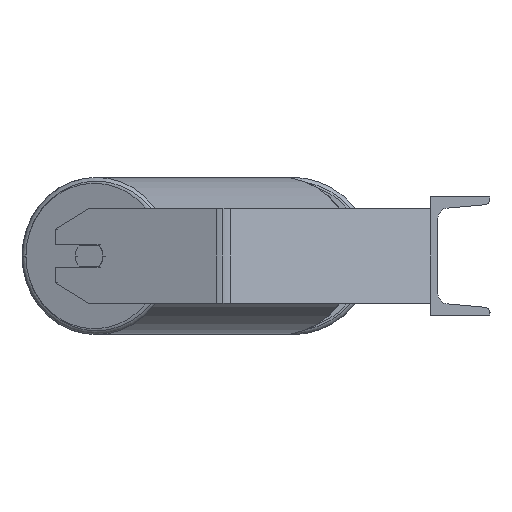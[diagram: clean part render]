
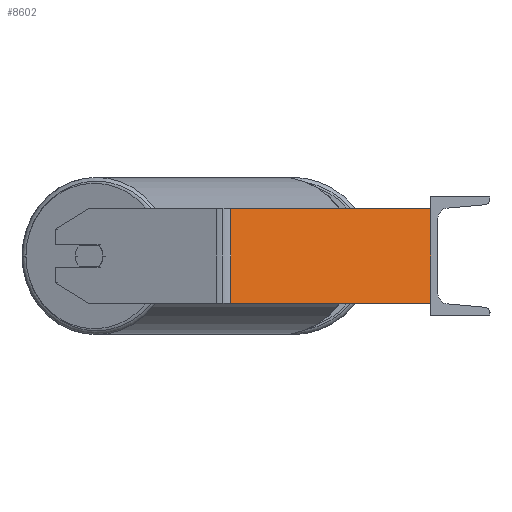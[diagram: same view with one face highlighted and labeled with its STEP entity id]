
A CAD part, left-side view. The second image highlights one B-rep face of the part: STEP entity #8602.
In plain terms, the highlighted planar face has unit normal (-0.906, -0.423, 0).
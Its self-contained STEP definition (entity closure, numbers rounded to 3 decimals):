
#277 = DIRECTION ( 'NONE',  ( 0.906, 0.423, 0. ) ) ;
#581 = DIRECTION ( 'NONE',  ( 0.423, -0.906, 0. ) ) ;
#634 = EDGE_LOOP ( 'NONE', ( #4314, #1021, #8590, #6212 ) ) ;
#898 = DIRECTION ( 'NONE',  ( 0., 0., -1. ) ) ;
#950 = FACE_OUTER_BOUND ( 'NONE', #634, .T. ) ;
#993 = DIRECTION ( 'NONE',  ( 0., 0., -1. ) ) ;
#1021 = ORIENTED_EDGE ( 'NONE', *, *, #6070, .F. ) ;
#1920 = CARTESIAN_POINT ( 'NONE',  ( -685., 0., -40. ) ) ;
#2142 = VECTOR ( 'NONE', #9136, 1000. ) ;
#2285 = VECTOR ( 'NONE', #581, 1000. ) ;
#2456 = CARTESIAN_POINT ( 'NONE',  ( -685., 0., 40. ) ) ;
#2910 = LINE ( 'NONE', #5012, #2142 ) ;
#3066 = DIRECTION ( 'NONE',  ( -0.423, 0.906, 0. ) ) ;
#3673 = EDGE_CURVE ( 'NONE', #6209, #5533, #7578, .T. ) ;
#3769 = PLANE ( 'NONE',  #8507 ) ;
#4314 = ORIENTED_EDGE ( 'NONE', *, *, #7625, .T. ) ;
#4334 = CARTESIAN_POINT ( 'NONE',  ( -685., 0., 40. ) ) ;
#4615 = VECTOR ( 'NONE', #993, 1000. ) ;
#4648 = LINE ( 'NONE', #2456, #4615 ) ;
#5012 = CARTESIAN_POINT ( 'NONE',  ( -766.72, 175.248, -40. ) ) ;
#5394 = VECTOR ( 'NONE', #898, 1000. ) ;
#5533 = VERTEX_POINT ( 'NONE', #4334 ) ;
#5957 = CARTESIAN_POINT ( 'NONE',  ( -763.919, 169.242, 40. ) ) ;
#6070 = EDGE_CURVE ( 'NONE', #5533, #8346, #4648, .T. ) ;
#6209 = VERTEX_POINT ( 'NONE', #5957 ) ;
#6212 = ORIENTED_EDGE ( 'NONE', *, *, #7407, .T. ) ;
#6881 = CARTESIAN_POINT ( 'NONE',  ( -766.72, 175.248, 40. ) ) ;
#7219 = LINE ( 'NONE', #7970, #5394 ) ;
#7407 = EDGE_CURVE ( 'NONE', #6209, #7495, #7219, .T. ) ;
#7495 = VERTEX_POINT ( 'NONE', #8294 ) ;
#7578 = LINE ( 'NONE', #6881, #2285 ) ;
#7625 = EDGE_CURVE ( 'NONE', #7495, #8346, #2910, .T. ) ;
#7970 = CARTESIAN_POINT ( 'NONE',  ( -763.919, 169.242, 40. ) ) ;
#8294 = CARTESIAN_POINT ( 'NONE',  ( -763.919, 169.242, -40. ) ) ;
#8346 = VERTEX_POINT ( 'NONE', #1920 ) ;
#8507 = AXIS2_PLACEMENT_3D ( 'NONE', #8720, #277, #3066 ) ;
#8590 = ORIENTED_EDGE ( 'NONE', *, *, #3673, .F. ) ;
#8602 = ADVANCED_FACE ( 'NONE', ( #950 ), #3769, .F. ) ;
#8720 = CARTESIAN_POINT ( 'NONE',  ( -766.72, 175.248, 40. ) ) ;
#9136 = DIRECTION ( 'NONE',  ( 0.423, -0.906, 0. ) ) ;
